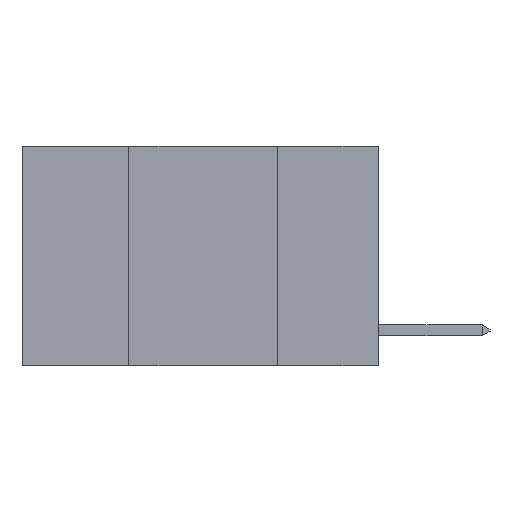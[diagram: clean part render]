
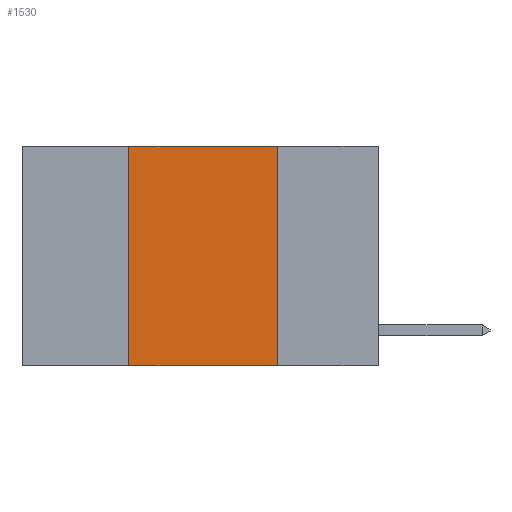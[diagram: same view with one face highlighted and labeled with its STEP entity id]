
A CAD part, left-side view. The second image highlights one B-rep face of the part: STEP entity #1530.
In plain terms, the highlighted planar face has unit normal (-1, 0, 0).
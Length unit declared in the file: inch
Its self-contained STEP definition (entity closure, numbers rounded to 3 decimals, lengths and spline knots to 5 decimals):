
#4 = DIRECTION ( 'NONE',  ( 1., 0., 0. ) ) ;
#185 = CARTESIAN_POINT ( 'NONE',  ( 0., 0.17, -0.37 ) ) ;
#269 = VERTEX_POINT ( 'NONE', #6153 ) ;
#703 = AXIS2_PLACEMENT_3D ( 'NONE', #5566, #4, #6433 ) ;
#1006 = ORIENTED_EDGE ( 'NONE', *, *, #10309, .T. ) ;
#1530 = ADVANCED_FACE ( 'NONE', ( #2341 ), #10653, .F. ) ;
#1746 = ORIENTED_EDGE ( 'NONE', *, *, #10261, .F. ) ;
#1920 = CARTESIAN_POINT ( 'NONE',  ( 0., 0.6, 0. ) ) ;
#2044 = DIRECTION ( 'NONE',  ( 0., -1., 0. ) ) ;
#2170 = EDGE_CURVE ( 'NONE', #2962, #3038, #7667, .T. ) ;
#2250 = LINE ( 'NONE', #1920, #9262 ) ;
#2341 = FACE_OUTER_BOUND ( 'NONE', #9291, .T. ) ;
#2583 = DIRECTION ( 'NONE',  ( 0., 0., 1. ) ) ;
#2924 = CARTESIAN_POINT ( 'NONE',  ( 0., 0.6, -0.37 ) ) ;
#2962 = VERTEX_POINT ( 'NONE', #4719 ) ;
#3038 = VERTEX_POINT ( 'NONE', #185 ) ;
#3085 = CARTESIAN_POINT ( 'NONE',  ( 0., 0.42, -0.37 ) ) ;
#4719 = CARTESIAN_POINT ( 'NONE',  ( 0., 0.17, 0. ) ) ;
#4841 = CARTESIAN_POINT ( 'NONE',  ( 0., 0.17, 0. ) ) ;
#4885 = DIRECTION ( 'NONE',  ( 0., 0., -1. ) ) ;
#5566 = CARTESIAN_POINT ( 'NONE',  ( 0., 0.6, 0. ) ) ;
#5801 = ORIENTED_EDGE ( 'NONE', *, *, #2170, .F. ) ;
#6090 = VERTEX_POINT ( 'NONE', #3085 ) ;
#6153 = CARTESIAN_POINT ( 'NONE',  ( 0., 0.42, 0. ) ) ;
#6433 = DIRECTION ( 'NONE',  ( 0., 0., -1. ) ) ;
#7363 = DIRECTION ( 'NONE',  ( 0., -1., 0. ) ) ;
#7419 = VECTOR ( 'NONE', #4885, 39.37008 ) ;
#7423 = ORIENTED_EDGE ( 'NONE', *, *, #11447, .F. ) ;
#7667 = LINE ( 'NONE', #4841, #7419 ) ;
#7929 = CARTESIAN_POINT ( 'NONE',  ( 0., 0.42, 0. ) ) ;
#7990 = VECTOR ( 'NONE', #2044, 39.37008 ) ;
#9262 = VECTOR ( 'NONE', #7363, 39.37008 ) ;
#9291 = EDGE_LOOP ( 'NONE', ( #5801, #1746, #7423, #1006 ) ) ;
#9496 = LINE ( 'NONE', #7929, #11273 ) ;
#10195 = LINE ( 'NONE', #2924, #7990 ) ;
#10261 = EDGE_CURVE ( 'NONE', #269, #2962, #2250, .T. ) ;
#10309 = EDGE_CURVE ( 'NONE', #6090, #3038, #10195, .T. ) ;
#10653 = PLANE ( 'NONE',  #703 ) ;
#11273 = VECTOR ( 'NONE', #2583, 39.37008 ) ;
#11447 = EDGE_CURVE ( 'NONE', #6090, #269, #9496, .T. ) ;
